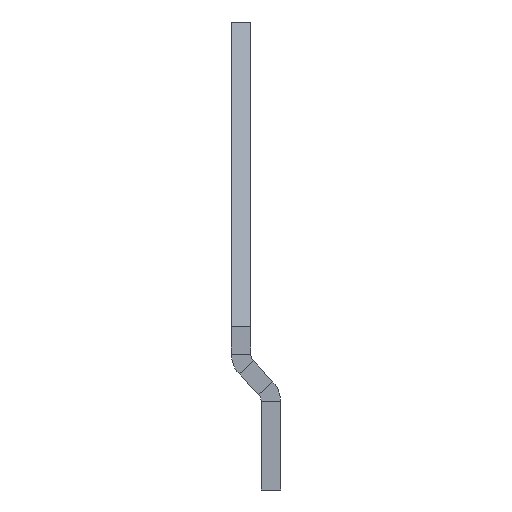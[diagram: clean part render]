
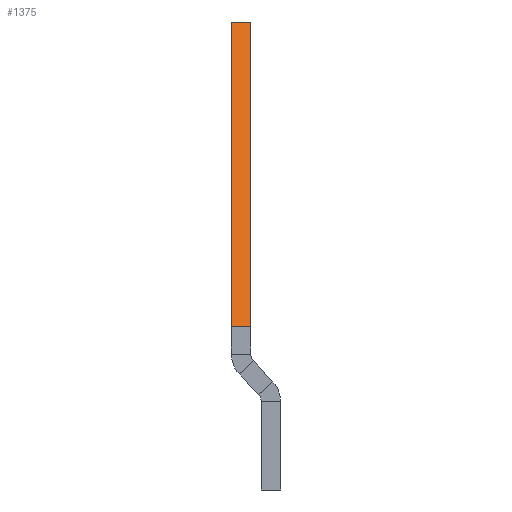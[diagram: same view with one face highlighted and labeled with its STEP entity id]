
A CAD part, front view. The second image highlights one B-rep face of the part: STEP entity #1375.
In plain terms, the highlighted planar face has unit normal (0, -0.94, 0.342).
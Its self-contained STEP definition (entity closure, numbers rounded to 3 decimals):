
#1362=AXIS2_PLACEMENT_3D('Plane Axis2P3D',#1359,#1360,#1361) ;
#138=CARTESIAN_POINT('Vertex',(2.,11.501,48.6)) ;
#141=CARTESIAN_POINT('Line Origine',(2.,5.751,32.8)) ;
#145=CARTESIAN_POINT('Vertex',(2.,0.,17.)) ;
#764=CARTESIAN_POINT('Vertex',(0.,0.,17.)) ;
#767=CARTESIAN_POINT('Line Origine',(0.,5.751,32.8)) ;
#771=CARTESIAN_POINT('Vertex',(0.,11.501,48.6)) ;
#1347=CARTESIAN_POINT('Line Origine',(1.,11.501,48.6)) ;
#1359=CARTESIAN_POINT('Axis2P3D Location',(2.,5.751,32.8)) ;
#1364=CARTESIAN_POINT('Line Origine',(1.,0.,17.)) ;
#142=DIRECTION('Vector Direction',(0.,-0.342,-0.94)) ;
#768=DIRECTION('Vector Direction',(0.,-0.342,-0.94)) ;
#1348=DIRECTION('Vector Direction',(-1.,0.,0.)) ;
#1360=DIRECTION('Axis2P3D Direction',(0.,0.94,-0.342)) ;
#1361=DIRECTION('Axis2P3D XDirection',(0.,-0.342,-0.94)) ;
#1365=DIRECTION('Vector Direction',(-1.,0.,0.)) ;
#143=VECTOR('Line Direction',#142,1.) ;
#769=VECTOR('Line Direction',#768,1.) ;
#1349=VECTOR('Line Direction',#1348,1.) ;
#1366=VECTOR('Line Direction',#1365,1.) ;
#1370=ORIENTED_EDGE('',*,*,#1351,.T.) ;
#1371=ORIENTED_EDGE('',*,*,#773,.T.) ;
#1372=ORIENTED_EDGE('',*,*,#1368,.F.) ;
#1373=ORIENTED_EDGE('',*,*,#147,.F.) ;
#1375=ADVANCED_FACE('Hauptkoerper',(#1374),#1363,.F.) ;
#147=EDGE_CURVE('',#139,#146,#144,.T.) ;
#773=EDGE_CURVE('',#772,#765,#770,.T.) ;
#1351=EDGE_CURVE('',#139,#772,#1350,.T.) ;
#1368=EDGE_CURVE('',#146,#765,#1367,.T.) ;
#1369=EDGE_LOOP('',(#1370,#1371,#1372,#1373)) ;
#1374=FACE_OUTER_BOUND('',#1369,.T.) ;
#144=LINE('Line',#141,#143) ;
#770=LINE('Line',#767,#769) ;
#1350=LINE('Line',#1347,#1349) ;
#1367=LINE('Line',#1364,#1366) ;
#1363=PLANE('',#1362) ;
#139=VERTEX_POINT('',#138) ;
#146=VERTEX_POINT('',#145) ;
#765=VERTEX_POINT('',#764) ;
#772=VERTEX_POINT('',#771) ;
